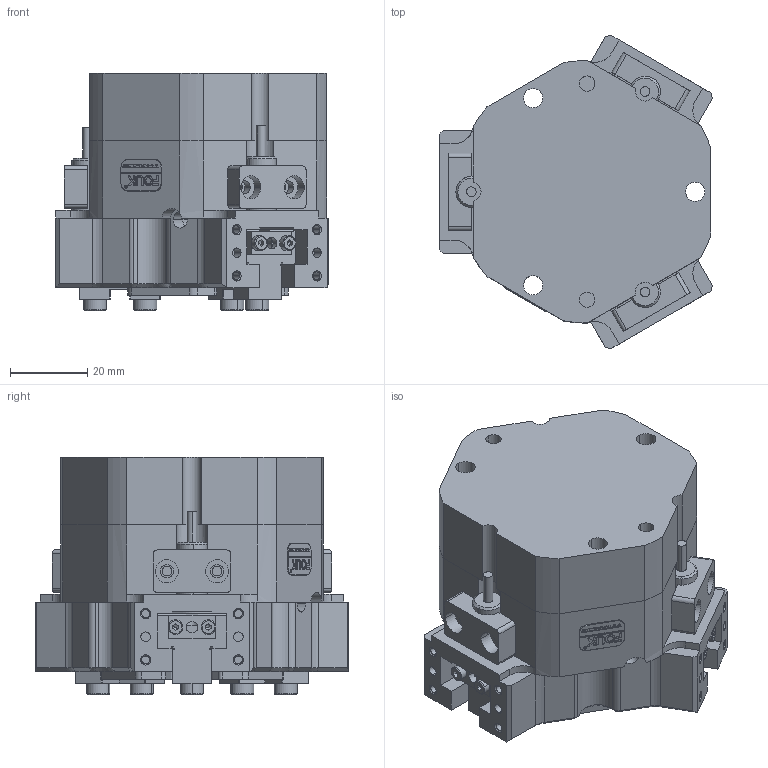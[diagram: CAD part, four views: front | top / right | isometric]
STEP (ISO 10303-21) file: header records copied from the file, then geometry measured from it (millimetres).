
FILE_DESCRIPTION (( 'STEP AP203' ), '1' );
FILE_NAME ('TZ42-76-NO.STEP', '2024-12-02T05:30:38', ( 'USER-' ), ( 'Microsoft' ), 'SwSTEP 2.0', 'SolidWorks 2018', '' );
FILE_SCHEMA (( 'CONFIG_CONTROL_DESIGN' ));
Length unit declared in the file: millimetre
Products named in the file (12): TZ42BS-1-03 菁窒晊扥裔; 埴翐芛_GB_FASTENER_SCREWS_HSHCS M2X8-N; TZ42-76-NO; 羲壽揤极13-1; 揤輸杅耀.sldasm-Part-9; 12x8-R2; 8-18換覜ん-1; 揤輸蚾饜极; TZ42B-T-01 ァ蛈褲釱; 6x4-6种杶; TZ42-76-M-06 笢猾啣; TZ42-76.sldasm-Part-7
Assembly tree (25 placements, depth 3):
  TZ42-76-NO
    TZ42B-T-01 ァ蛈褲釱
    TZ42-76.sldasm-Part-7  x3
    8-18換覜ん-1  x3
    羲壽揤极13-1  x3
    TZ42BS-1-03 菁窒晊扥裔
    TZ42-76-M-06 笢猾啣
    6x4-6种杶  x6
    12x8-R2
    揤輸蚾饜极  x3
      揤輸杅耀.sldasm-Part-9
      埴翐芛_GB_FASTENER_SCREWS_HSHCS M2X8-N
Bounding box: 70.73 x 81.25 x 61.5 mm (x, y, z)
Volume: 180129.5 mm3; surface area: 55382.1 mm2
Topology: 28 solids, 60 shells, 1582 faces, 3965 edges, 2537 vertices
Faces by surface type: plane 761, cylinder 441, cone 213, bspline 155, torus 12
Entity records: 40998 total; most frequent: CARTESIAN_POINT 12290, ORIENTED_EDGE 5698, DIRECTION 5347, EDGE_CURVE 2849, VERTEX_POINT 1872, AXIS2_PLACEMENT_3D 1799, VECTOR 1749, LINE 1749
